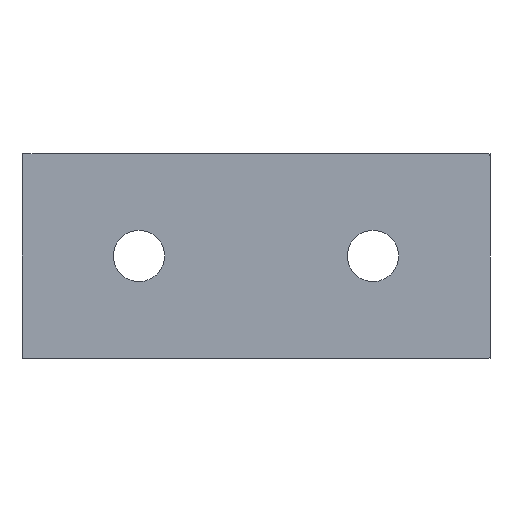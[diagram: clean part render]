
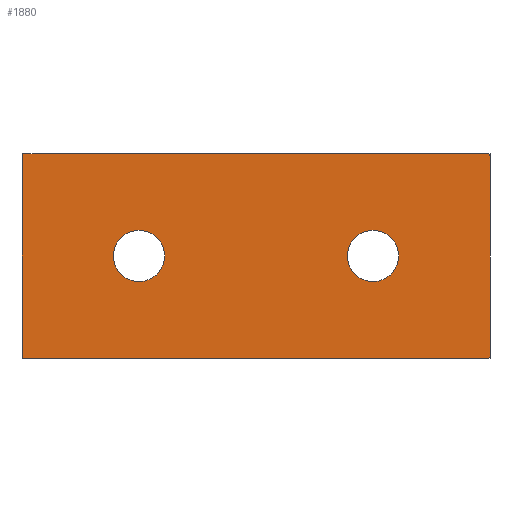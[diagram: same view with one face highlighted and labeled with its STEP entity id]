
A CAD part, left-side view. The second image highlights one B-rep face of the part: STEP entity #1880.
In plain terms, the highlighted planar face has unit normal (-1, 0, 0).
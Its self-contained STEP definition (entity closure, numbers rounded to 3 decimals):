
#1130=AXIS2_PLACEMENT_3D('Circle Axis2P3D',#1128,#1129,$) ;
#1211=AXIS2_PLACEMENT_3D('Circle Axis2P3D',#1209,#1210,$) ;
#1845=AXIS2_PLACEMENT_3D('Plane Axis2P3D',#1842,#1843,#1844) ;
#281=CARTESIAN_POINT('Vertex',(0.,76.2,16.662)) ;
#284=CARTESIAN_POINT('Line Origine',(0.,38.1,16.662)) ;
#288=CARTESIAN_POINT('Vertex',(0.,0.,16.662)) ;
#1089=CARTESIAN_POINT('Vertex',(0.,61.316,0.)) ;
#1093=CARTESIAN_POINT('Control Point',(0.,61.316,0.)) ;
#1094=CARTESIAN_POINT('Control Point',(0.,61.316,-0.654)) ;
#1095=CARTESIAN_POINT('Control Point',(0.,61.187,-1.309)) ;
#1096=CARTESIAN_POINT('Control Point',(0.,60.93,-1.929)) ;
#1097=CARTESIAN_POINT('Control Point',(0.,60.186,-3.036)) ;
#1098=CARTESIAN_POINT('Control Point',(0.,59.079,-3.78)) ;
#1099=CARTESIAN_POINT('Control Point',(0.,58.459,-4.037)) ;
#1100=CARTESIAN_POINT('Control Point',(0.,57.15,-4.294)) ;
#1101=CARTESIAN_POINT('Control Point',(0.,55.841,-4.037)) ;
#1102=CARTESIAN_POINT('Control Point',(0.,55.221,-3.78)) ;
#1103=CARTESIAN_POINT('Control Point',(0.,54.114,-3.036)) ;
#1104=CARTESIAN_POINT('Control Point',(0.,53.37,-1.929)) ;
#1105=CARTESIAN_POINT('Control Point',(0.,53.113,-1.309)) ;
#1106=CARTESIAN_POINT('Control Point',(0.,52.984,-0.654)) ;
#1107=CARTESIAN_POINT('Control Point',(0.,52.984,0.)) ;
#1108=CARTESIAN_POINT('Vertex',(0.,52.984,0.)) ;
#1128=CARTESIAN_POINT('Axis2P3D Location',(0.,57.15,0.)) ;
#1170=CARTESIAN_POINT('Vertex',(0.,23.216,0.)) ;
#1174=CARTESIAN_POINT('Control Point',(0.,23.216,0.)) ;
#1175=CARTESIAN_POINT('Control Point',(0.,23.216,-0.654)) ;
#1176=CARTESIAN_POINT('Control Point',(0.,23.087,-1.309)) ;
#1177=CARTESIAN_POINT('Control Point',(0.,22.83,-1.929)) ;
#1178=CARTESIAN_POINT('Control Point',(0.,22.086,-3.036)) ;
#1179=CARTESIAN_POINT('Control Point',(0.,20.979,-3.78)) ;
#1180=CARTESIAN_POINT('Control Point',(0.,20.359,-4.037)) ;
#1181=CARTESIAN_POINT('Control Point',(0.,19.05,-4.294)) ;
#1182=CARTESIAN_POINT('Control Point',(0.,17.741,-4.037)) ;
#1183=CARTESIAN_POINT('Control Point',(0.,17.121,-3.78)) ;
#1184=CARTESIAN_POINT('Control Point',(0.,16.014,-3.036)) ;
#1185=CARTESIAN_POINT('Control Point',(0.,15.27,-1.929)) ;
#1186=CARTESIAN_POINT('Control Point',(0.,15.013,-1.309)) ;
#1187=CARTESIAN_POINT('Control Point',(0.,14.884,-0.654)) ;
#1188=CARTESIAN_POINT('Control Point',(0.,14.884,0.)) ;
#1189=CARTESIAN_POINT('Vertex',(0.,14.884,0.)) ;
#1209=CARTESIAN_POINT('Axis2P3D Location',(0.,19.05,0.)) ;
#1842=CARTESIAN_POINT('Axis2P3D Location',(0.,76.2,16.662)) ;
#1847=CARTESIAN_POINT('Line Origine',(0.,0.,0.)) ;
#1851=CARTESIAN_POINT('Vertex',(0.,0.,-16.662)) ;
#1854=CARTESIAN_POINT('Line Origine',(0.,76.2,0.)) ;
#1858=CARTESIAN_POINT('Vertex',(0.,76.2,-16.662)) ;
#1861=CARTESIAN_POINT('Line Origine',(0.,38.1,-16.662)) ;
#285=DIRECTION('Vector Direction',(0.,-1.,0.)) ;
#1129=DIRECTION('Axis2P3D Direction',(-1.,0.,0.)) ;
#1210=DIRECTION('Axis2P3D Direction',(-1.,0.,0.)) ;
#1843=DIRECTION('Axis2P3D Direction',(1.,0.,-0.)) ;
#1844=DIRECTION('Axis2P3D XDirection',(0.,1.,0.)) ;
#1848=DIRECTION('Vector Direction',(0.,0.,1.)) ;
#1855=DIRECTION('Vector Direction',(0.,0.,1.)) ;
#1862=DIRECTION('Vector Direction',(0.,-1.,0.)) ;
#286=VECTOR('Line Direction',#285,1.) ;
#1849=VECTOR('Line Direction',#1848,1.) ;
#1856=VECTOR('Line Direction',#1855,1.) ;
#1863=VECTOR('Line Direction',#1862,1.) ;
#1867=ORIENTED_EDGE('',*,*,#1853,.T.) ;
#1868=ORIENTED_EDGE('',*,*,#290,.F.) ;
#1869=ORIENTED_EDGE('',*,*,#1860,.F.) ;
#1870=ORIENTED_EDGE('',*,*,#1865,.T.) ;
#1873=ORIENTED_EDGE('',*,*,#1132,.F.) ;
#1874=ORIENTED_EDGE('',*,*,#1110,.F.) ;
#1877=ORIENTED_EDGE('',*,*,#1213,.F.) ;
#1878=ORIENTED_EDGE('',*,*,#1191,.F.) ;
#1875=FACE_BOUND('',#1872,.T.) ;
#1879=FACE_BOUND('',#1876,.T.) ;
#1880=ADVANCED_FACE('Cut-Extrude4',(#1871,#1875,#1879),#1846,.F.) ;
#1092=B_SPLINE_CURVE_WITH_KNOTS('',5,(#1093,#1094,#1095,#1096,#1097,#1098,#1099,#1100,#1101,#1102,#1103,#1104,#1105,#1106,#1107),.UNSPECIFIED.,.F.,.U.,(6,3,3,3,6),(-6.543,-3.272,0.,3.272,6.543),.UNSPECIFIED.) ;
#1173=B_SPLINE_CURVE_WITH_KNOTS('',5,(#1174,#1175,#1176,#1177,#1178,#1179,#1180,#1181,#1182,#1183,#1184,#1185,#1186,#1187,#1188),.UNSPECIFIED.,.F.,.U.,(6,3,3,3,6),(-6.543,-3.272,0.,3.272,6.543),.UNSPECIFIED.) ;
#1131=CIRCLE('generated circle',#1130,4.166) ;
#1212=CIRCLE('generated circle',#1211,4.166) ;
#290=EDGE_CURVE('',#282,#289,#287,.T.) ;
#1110=EDGE_CURVE('',#1090,#1109,#1092,.T.) ;
#1132=EDGE_CURVE('',#1109,#1090,#1131,.T.) ;
#1191=EDGE_CURVE('',#1171,#1190,#1173,.T.) ;
#1213=EDGE_CURVE('',#1190,#1171,#1212,.T.) ;
#1853=EDGE_CURVE('',#1852,#289,#1850,.T.) ;
#1860=EDGE_CURVE('',#1859,#282,#1857,.T.) ;
#1865=EDGE_CURVE('',#1859,#1852,#1864,.T.) ;
#1866=EDGE_LOOP('',(#1867,#1868,#1869,#1870)) ;
#1872=EDGE_LOOP('',(#1873,#1874)) ;
#1876=EDGE_LOOP('',(#1877,#1878)) ;
#1871=FACE_OUTER_BOUND('',#1866,.T.) ;
#287=LINE('Line',#284,#286) ;
#1850=LINE('Line',#1847,#1849) ;
#1857=LINE('Line',#1854,#1856) ;
#1864=LINE('Line',#1861,#1863) ;
#1846=PLANE('',#1845) ;
#282=VERTEX_POINT('',#281) ;
#289=VERTEX_POINT('',#288) ;
#1090=VERTEX_POINT('',#1089) ;
#1109=VERTEX_POINT('',#1108) ;
#1171=VERTEX_POINT('',#1170) ;
#1190=VERTEX_POINT('',#1189) ;
#1852=VERTEX_POINT('',#1851) ;
#1859=VERTEX_POINT('',#1858) ;
